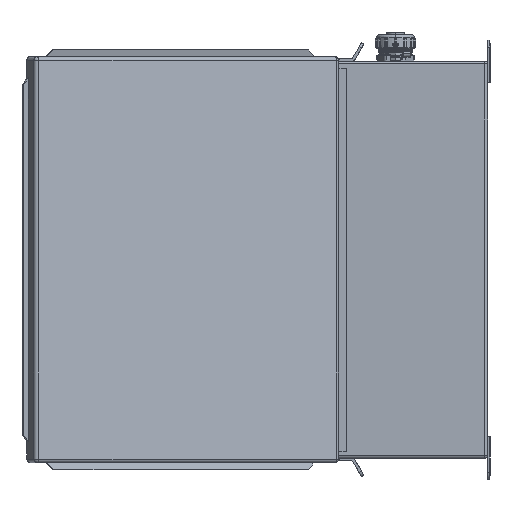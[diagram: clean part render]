
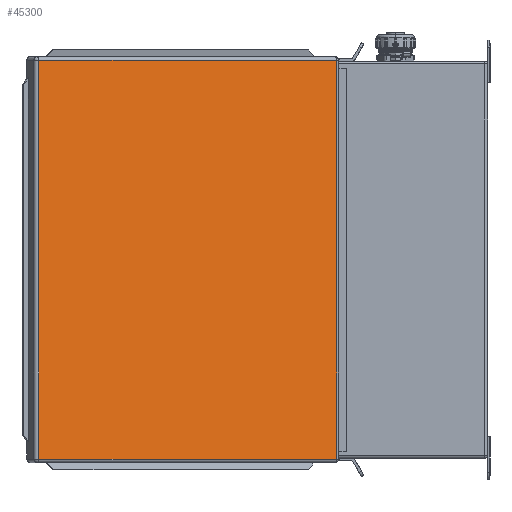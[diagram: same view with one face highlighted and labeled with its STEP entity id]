
A CAD part, left-side view. The second image highlights one B-rep face of the part: STEP entity #45300.
In plain terms, the highlighted face is planar.
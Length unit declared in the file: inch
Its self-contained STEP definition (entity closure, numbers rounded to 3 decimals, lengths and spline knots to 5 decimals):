
#40 = ORIENTED_EDGE ( 'NONE', *, *, #46071, .T. ) ;
#102 = ORIENTED_EDGE ( 'NONE', *, *, #49690, .T. ) ;
#4695 = FACE_OUTER_BOUND ( 'NONE', #52623, .T. ) ;
#30757 = AXIS2_PLACEMENT_3D ( 'NONE', #40010, #40011, #40012 ) ;
#31866 = CARTESIAN_POINT ( 'NONE',  ( -6.03125, 0.625, -7.03125 ) ) ;
#34215 = VECTOR ( 'NONE', #78795, 39.37008 ) ;
#34228 = LINE ( 'NONE', #78771, #34234 ) ;
#34230 = LINE ( 'NONE', #78799, #34215 ) ;
#34231 = LINE ( 'NONE', #78779, #34232 ) ;
#34232 = VECTOR ( 'NONE', #78794, 39.37008 ) ;
#34234 = VECTOR ( 'NONE', #78798, 39.37008 ) ;
#36620 = VERTEX_POINT ( 'NONE', #31866 ) ;
#40001 = PLANE ( 'NONE',  #30757 ) ;
#40010 = CARTESIAN_POINT ( 'NONE',  ( -6.15625, 0.625, -7.15625 ) ) ;
#40011 = DIRECTION ( 'NONE',  ( 0., 1., 0. ) ) ;
#40012 = DIRECTION ( 'NONE',  ( 0., 0., 1. ) ) ;
#45300 = ADVANCED_FACE ( 'NONE', ( #4695 ), #40001, .T. ) ;
#46071 = EDGE_CURVE ( 'NONE', #68563, #68128, #92744, .T. ) ;
#49690 = EDGE_CURVE ( 'NONE', #68128, #36620, #34231, .T. ) ;
#49692 = EDGE_CURVE ( 'NONE', #36620, #68512, #34228, .T. ) ;
#49694 = EDGE_CURVE ( 'NONE', #68512, #68563, #34230, .T. ) ;
#52623 = EDGE_LOOP ( 'NONE', ( #40, #102, #85580, #85595 ) ) ;
#68128 = VERTEX_POINT ( 'NONE', #70605 ) ;
#68512 = VERTEX_POINT ( 'NONE', #71017 ) ;
#68563 = VERTEX_POINT ( 'NONE', #71054 ) ;
#70605 = CARTESIAN_POINT ( 'NONE',  ( 6.03125, 0.625, -7.03125 ) ) ;
#71017 = CARTESIAN_POINT ( 'NONE',  ( -6.03125, 0.625, 7.03125 ) ) ;
#71054 = CARTESIAN_POINT ( 'NONE',  ( 6.03125, 0.625, 7.03125 ) ) ;
#78771 = CARTESIAN_POINT ( 'NONE',  ( -6.03125, 0.625, 7.15625 ) ) ;
#78779 = CARTESIAN_POINT ( 'NONE',  ( -6.15625, 0.625, -7.03125 ) ) ;
#78794 = DIRECTION ( 'NONE',  ( -1., 0., 0. ) ) ;
#78795 = DIRECTION ( 'NONE',  ( 1., 0., 0. ) ) ;
#78798 = DIRECTION ( 'NONE',  ( 0., 0., 1. ) ) ;
#78799 = CARTESIAN_POINT ( 'NONE',  ( 6.15625, 0.625, 7.03125 ) ) ;
#80385 = CARTESIAN_POINT ( 'NONE',  ( 6.03125, 0.625, -7.15625 ) ) ;
#80388 = DIRECTION ( 'NONE',  ( 0., 0., -1. ) ) ;
#85580 = ORIENTED_EDGE ( 'NONE', *, *, #49692, .T. ) ;
#85595 = ORIENTED_EDGE ( 'NONE', *, *, #49694, .T. ) ;
#92744 = LINE ( 'NONE', #80385, #92747 ) ;
#92747 = VECTOR ( 'NONE', #80388, 39.37008 ) ;
